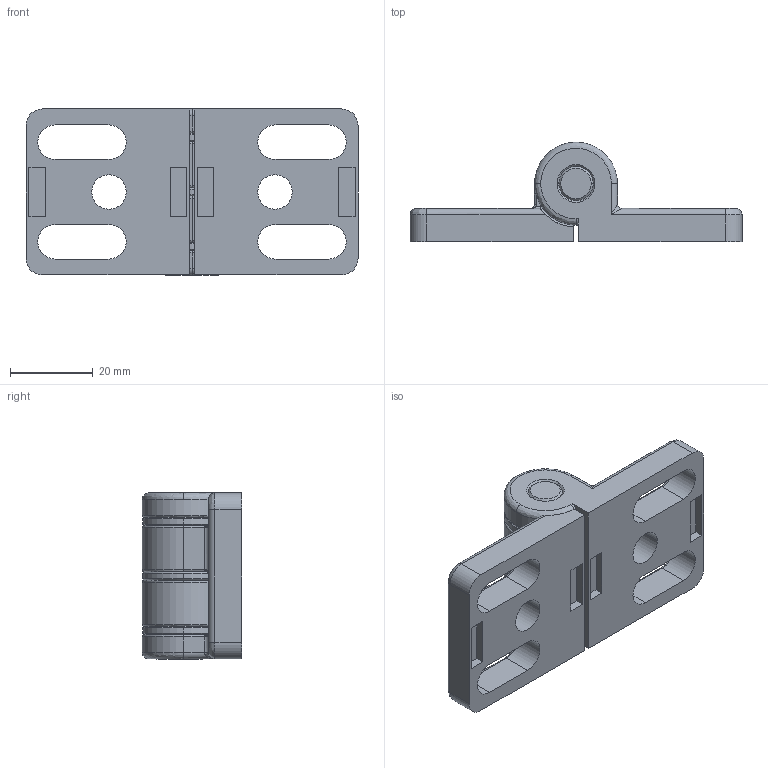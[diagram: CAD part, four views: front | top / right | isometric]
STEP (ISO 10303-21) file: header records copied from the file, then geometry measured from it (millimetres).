
FILE_DESCRIPTION (( 'STEP AP214' ), '1' );
FILE_NAME ('4.04.SPSLH.STEP', '2025-06-14T19:22:04', ( '' ), ( '' ), 'SwSTEP 2.0', 'SolidWorks 2023', '' );
FILE_SCHEMA (( 'AUTOMOTIVE_DESIGN' ));
Length unit declared in the file: millimetre
Products named in the file (1): 4.04.SPSLH
Bounding box: 80 x 24 x 40 mm (x, y, z)
Volume: 29371.5 mm3; surface area: 16496.9 mm2
Topology: 6 solids, 6 shells, 229 faces, 556 edges, 335 vertices
Faces by surface type: cylinder 96, plane 62, bspline 51, cone 20
Entity records: 8054 total; most frequent: CARTESIAN_POINT 2749, ORIENTED_EDGE 1096, DIRECTION 1056, EDGE_CURVE 548, AXIS2_PLACEMENT_3D 401, VERTEX_POINT 335, EDGE_LOOP 259, VECTOR 254
